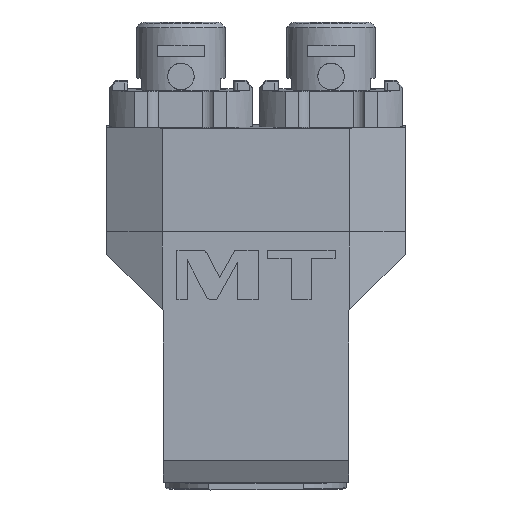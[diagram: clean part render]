
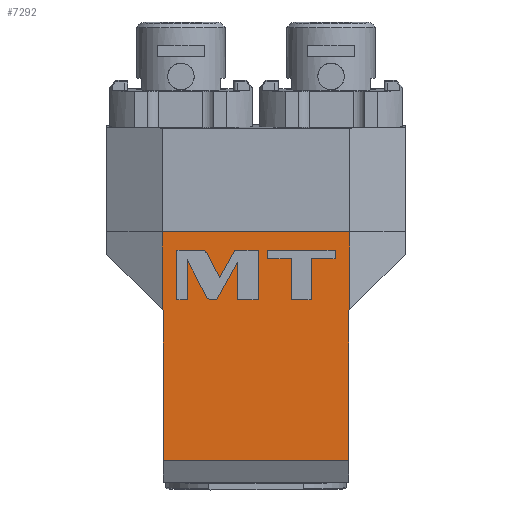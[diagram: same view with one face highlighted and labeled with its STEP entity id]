
A CAD part, left-side view. The second image highlights one B-rep face of the part: STEP entity #7292.
In plain terms, the highlighted planar face has unit normal (-1, 0, 0).
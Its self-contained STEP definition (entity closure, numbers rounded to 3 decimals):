
#1261=DIRECTION('',(0.,1.,0.));
#1262=VECTOR('',#1261,85.);
#1263=CARTESIAN_POINT('',(-140.8,-42.5,46.795));
#1264=LINE('',#1263,#1262);
#1265=DIRECTION('',(0.,0.,1.));
#1266=VECTOR('',#1265,35.295);
#1267=CARTESIAN_POINT('',(-140.8,-42.5,11.5));
#1268=LINE('',#1267,#1266);
#1269=DIRECTION('',(0.,0.707,-0.707));
#1270=VECTOR('',#1269,0.707);
#1271=CARTESIAN_POINT('',(-140.8,-42.5,11.5));
#1272=LINE('',#1271,#1270);
#1273=DIRECTION('',(0.,0.,-1.));
#1274=VECTOR('',#1273,67.722);
#1275=CARTESIAN_POINT('',(-140.8,-42.,11.));
#1276=LINE('',#1275,#1274);
#1277=DIRECTION('',(0.,-1.,0.));
#1278=VECTOR('',#1277,84.);
#1279=CARTESIAN_POINT('',(-140.8,42.,-56.722));
#1280=LINE('',#1279,#1278);
#1281=DIRECTION('',(0.,0.,1.));
#1282=VECTOR('',#1281,67.722);
#1283=CARTESIAN_POINT('',(-140.8,42.,-56.722));
#1284=LINE('',#1283,#1282);
#1285=DIRECTION('',(0.,0.707,0.707));
#1286=VECTOR('',#1285,0.707);
#1287=CARTESIAN_POINT('',(-140.8,42.,11.));
#1288=LINE('',#1287,#1286);
#1289=DIRECTION('',(0.,0.,-1.));
#1290=VECTOR('',#1289,35.295);
#1291=CARTESIAN_POINT('',(-140.8,42.5,46.795));
#1292=LINE('',#1291,#1290);
#1293=CARTESIAN_POINT('',(-140.8,22.143,36.942));
#1294=CARTESIAN_POINT('',(-140.8,22.609,37.841));
#1295=CARTESIAN_POINT('',(-140.8,23.527,38.4));
#1296=CARTESIAN_POINT('',(-140.8,24.539,38.4));
#1298=DIRECTION('',(0.,1.,0.));
#1299=VECTOR('',#1298,11.261);
#1300=CARTESIAN_POINT('',(-140.8,24.539,38.4));
#1301=LINE('',#1300,#1299);
#1302=DIRECTION('',(0.,0.,-1.));
#1303=VECTOR('',#1302,22.4);
#1304=CARTESIAN_POINT('',(-140.8,35.8,38.4));
#1305=LINE('',#1304,#1303);
#1306=DIRECTION('',(0.,-1.,0.));
#1307=VECTOR('',#1306,4.659);
#1308=CARTESIAN_POINT('',(-140.8,35.8,16.));
#1309=LINE('',#1308,#1307);
#1310=DIRECTION('',(0.,0.,1.));
#1311=VECTOR('',#1310,18.146);
#1312=CARTESIAN_POINT('',(-140.8,31.141,16.));
#1313=LINE('',#1312,#1311);
#1314=DIRECTION('',(0.,-0.459,-0.888));
#1315=VECTOR('',#1314,18.787);
#1316=CARTESIAN_POINT('',(-140.8,31.141,34.146));
#1317=LINE('',#1316,#1315);
#1318=CARTESIAN_POINT('',(-140.8,22.512,17.458));
#1319=CARTESIAN_POINT('',(-140.8,22.046,16.558));
#1320=CARTESIAN_POINT('',(-140.8,21.127,16.));
#1321=CARTESIAN_POINT('',(-140.8,20.113,16.));
#1323=DIRECTION('',(0.,-1.,0.));
#1324=VECTOR('',#1323,2.336);
#1325=CARTESIAN_POINT('',(-140.8,20.113,16.));
#1326=LINE('',#1325,#1324);
#1327=DIRECTION('',(0.,-0.481,0.877));
#1328=VECTOR('',#1327,19.436);
#1329=CARTESIAN_POINT('',(-140.8,17.777,16.));
#1330=LINE('',#1329,#1328);
#1331=DIRECTION('',(0.,0.,-1.));
#1332=VECTOR('',#1331,17.038);
#1333=CARTESIAN_POINT('',(-140.8,8.425,33.038));
#1334=LINE('',#1333,#1332);
#1335=DIRECTION('',(0.,-1.,0.));
#1336=VECTOR('',#1335,9.426);
#1337=CARTESIAN_POINT('',(-140.8,8.425,16.));
#1338=LINE('',#1337,#1336);
#1339=DIRECTION('',(0.,0.,1.));
#1340=VECTOR('',#1339,22.4);
#1341=CARTESIAN_POINT('',(-140.8,-1.001,16.));
#1342=LINE('',#1341,#1340);
#1343=DIRECTION('',(0.,1.,0.));
#1344=VECTOR('',#1343,10.626);
#1345=CARTESIAN_POINT('',(-140.8,-1.001,38.4));
#1346=LINE('',#1345,#1344);
#1347=DIRECTION('',(0.,0.481,-0.877));
#1348=VECTOR('',#1347,14.203);
#1349=CARTESIAN_POINT('',(-140.8,9.626,38.4));
#1350=LINE('',#1349,#1348);
#1351=DIRECTION('',(0.,0.459,0.888));
#1352=VECTOR('',#1351,12.374);
#1353=CARTESIAN_POINT('',(-140.8,16.46,25.95));
#1354=LINE('',#1353,#1352);
#1355=DIRECTION('',(0.,0.,-1.));
#1356=VECTOR('',#1355,18.586);
#1357=CARTESIAN_POINT('',(-140.8,-16.065,34.586));
#1358=LINE('',#1357,#1356);
#1359=DIRECTION('',(0.,-1.,0.));
#1360=VECTOR('',#1359,8.874);
#1361=CARTESIAN_POINT('',(-140.8,-16.065,16.));
#1362=LINE('',#1361,#1360);
#1363=DIRECTION('',(0.,0.,1.));
#1364=VECTOR('',#1363,18.586);
#1365=CARTESIAN_POINT('',(-140.8,-24.938,16.));
#1366=LINE('',#1365,#1364);
#1367=DIRECTION('',(0.,-1.,0.));
#1368=VECTOR('',#1367,10.859);
#1369=CARTESIAN_POINT('',(-140.8,-24.938,34.586));
#1370=LINE('',#1369,#1368);
#1371=DIRECTION('',(0.,0.,1.));
#1372=VECTOR('',#1371,3.814);
#1373=CARTESIAN_POINT('',(-140.8,-35.798,34.586));
#1374=LINE('',#1373,#1372);
#1375=DIRECTION('',(0.,1.,0.));
#1376=VECTOR('',#1375,30.592);
#1377=CARTESIAN_POINT('',(-140.8,-35.798,38.4));
#1378=LINE('',#1377,#1376);
#1379=DIRECTION('',(0.,0.,-1.));
#1380=VECTOR('',#1379,3.814);
#1381=CARTESIAN_POINT('',(-140.8,-5.206,38.4));
#1382=LINE('',#1381,#1380);
#1383=DIRECTION('',(0.,-1.,0.));
#1384=VECTOR('',#1383,10.859);
#1385=CARTESIAN_POINT('',(-140.8,-5.206,34.586));
#1386=LINE('',#1385,#1384);
#4903=CARTESIAN_POINT('',(-140.8,-42.,11.));
#4904=CARTESIAN_POINT('',(-140.8,-42.,-56.722));
#4905=VERTEX_POINT('',#4903);
#4906=VERTEX_POINT('',#4904);
#4907=CARTESIAN_POINT('',(-140.8,42.,-56.722));
#4908=CARTESIAN_POINT('',(-140.8,42.,11.));
#4909=VERTEX_POINT('',#4907);
#4910=VERTEX_POINT('',#4908);
#4920=CARTESIAN_POINT('',(-140.8,-42.5,11.5));
#4922=VERTEX_POINT('',#4920);
#4923=CARTESIAN_POINT('',(-140.8,42.5,11.5));
#4925=VERTEX_POINT('',#4923);
#5138=CARTESIAN_POINT('',(-140.8,-42.5,46.795));
#5139=CARTESIAN_POINT('',(-140.8,42.5,46.795));
#5140=VERTEX_POINT('',#5138);
#5141=VERTEX_POINT('',#5139);
#5811=CARTESIAN_POINT('',(-140.8,22.143,36.942));
#5812=VERTEX_POINT('',#5811);
#5813=CARTESIAN_POINT('',(-140.8,24.539,38.4));
#5814=VERTEX_POINT('',#5813);
#5815=CARTESIAN_POINT('',(-140.8,35.8,38.4));
#5816=VERTEX_POINT('',#5815);
#5817=CARTESIAN_POINT('',(-140.8,35.8,16.));
#5818=VERTEX_POINT('',#5817);
#5819=CARTESIAN_POINT('',(-140.8,31.141,16.));
#5820=VERTEX_POINT('',#5819);
#5821=CARTESIAN_POINT('',(-140.8,31.141,34.146));
#5822=VERTEX_POINT('',#5821);
#5823=CARTESIAN_POINT('',(-140.8,22.512,17.458));
#5824=VERTEX_POINT('',#5823);
#5825=CARTESIAN_POINT('',(-140.8,20.113,16.));
#5826=VERTEX_POINT('',#5825);
#5827=CARTESIAN_POINT('',(-140.8,17.777,16.));
#5828=VERTEX_POINT('',#5827);
#5829=CARTESIAN_POINT('',(-140.8,8.425,33.038));
#5830=VERTEX_POINT('',#5829);
#5831=CARTESIAN_POINT('',(-140.8,8.425,16.));
#5832=VERTEX_POINT('',#5831);
#5833=CARTESIAN_POINT('',(-140.8,-1.001,16.));
#5834=VERTEX_POINT('',#5833);
#5835=CARTESIAN_POINT('',(-140.8,-1.001,38.4));
#5836=VERTEX_POINT('',#5835);
#5837=CARTESIAN_POINT('',(-140.8,9.626,38.4));
#5838=VERTEX_POINT('',#5837);
#5839=CARTESIAN_POINT('',(-140.8,16.46,25.95));
#5840=VERTEX_POINT('',#5839);
#5841=CARTESIAN_POINT('',(-140.8,-16.065,34.586));
#5842=VERTEX_POINT('',#5841);
#5843=CARTESIAN_POINT('',(-140.8,-16.065,16.));
#5844=VERTEX_POINT('',#5843);
#5845=CARTESIAN_POINT('',(-140.8,-24.938,16.));
#5846=VERTEX_POINT('',#5845);
#5847=CARTESIAN_POINT('',(-140.8,-24.938,34.586));
#5848=VERTEX_POINT('',#5847);
#5849=CARTESIAN_POINT('',(-140.8,-35.798,34.586));
#5850=VERTEX_POINT('',#5849);
#5851=CARTESIAN_POINT('',(-140.8,-35.798,38.4));
#5852=VERTEX_POINT('',#5851);
#5853=CARTESIAN_POINT('',(-140.8,-5.206,38.4));
#5854=VERTEX_POINT('',#5853);
#5855=CARTESIAN_POINT('',(-140.8,-5.206,34.586));
#5856=VERTEX_POINT('',#5855);
#7222=CARTESIAN_POINT('',(-140.8,0.,0.));
#7223=DIRECTION('',(1.,0.,0.));
#7224=DIRECTION('',(0.,1.,0.));
#7225=AXIS2_PLACEMENT_3D('',#7222,#7223,#7224);
#7226=PLANE('',#7225);
#7228=ORIENTED_EDGE('',*,*,#7227,.F.);
#7230=ORIENTED_EDGE('',*,*,#7229,.F.);
#7232=ORIENTED_EDGE('',*,*,#7231,.T.);
#7233=ORIENTED_EDGE('',*,*,#6817,.T.);
#7234=ORIENTED_EDGE('',*,*,#7217,.F.);
#7235=ORIENTED_EDGE('',*,*,#6698,.T.);
#7237=ORIENTED_EDGE('',*,*,#7236,.T.);
#7239=ORIENTED_EDGE('',*,*,#7238,.F.);
#7240=EDGE_LOOP('',(#7228,#7230,#7232,#7233,#7234,#7235,#7237,#7239));
#7241=FACE_OUTER_BOUND('',#7240,.F.);
#7243=ORIENTED_EDGE('',*,*,#7242,.T.);
#7245=ORIENTED_EDGE('',*,*,#7244,.T.);
#7247=ORIENTED_EDGE('',*,*,#7246,.T.);
#7249=ORIENTED_EDGE('',*,*,#7248,.T.);
#7251=ORIENTED_EDGE('',*,*,#7250,.T.);
#7253=ORIENTED_EDGE('',*,*,#7252,.T.);
#7255=ORIENTED_EDGE('',*,*,#7254,.T.);
#7257=ORIENTED_EDGE('',*,*,#7256,.T.);
#7259=ORIENTED_EDGE('',*,*,#7258,.T.);
#7261=ORIENTED_EDGE('',*,*,#7260,.T.);
#7263=ORIENTED_EDGE('',*,*,#7262,.T.);
#7265=ORIENTED_EDGE('',*,*,#7264,.T.);
#7267=ORIENTED_EDGE('',*,*,#7266,.T.);
#7269=ORIENTED_EDGE('',*,*,#7268,.T.);
#7271=ORIENTED_EDGE('',*,*,#7270,.T.);
#7272=EDGE_LOOP('',(#7243,#7245,#7247,#7249,#7251,#7253,#7255,#7257,#7259,#7261,
#7263,#7265,#7267,#7269,#7271));
#7273=FACE_BOUND('',#7272,.F.);
#7275=ORIENTED_EDGE('',*,*,#7274,.T.);
#7277=ORIENTED_EDGE('',*,*,#7276,.T.);
#7279=ORIENTED_EDGE('',*,*,#7278,.T.);
#7281=ORIENTED_EDGE('',*,*,#7280,.T.);
#7283=ORIENTED_EDGE('',*,*,#7282,.T.);
#7285=ORIENTED_EDGE('',*,*,#7284,.T.);
#7287=ORIENTED_EDGE('',*,*,#7286,.T.);
#7289=ORIENTED_EDGE('',*,*,#7288,.T.);
#7290=EDGE_LOOP('',(#7275,#7277,#7279,#7281,#7283,#7285,#7287,#7289));
#7291=FACE_BOUND('',#7290,.F.);
#7292=ADVANCED_FACE('',(#7241,#7273,#7291),#7226,.F.);
#1297=B_SPLINE_CURVE_WITH_KNOTS('',3,(#1293,#1294,#1295,#1296),.UNSPECIFIED.,
.F.,.F.,(4,4),(0.,1.),.UNSPECIFIED.);
#1322=B_SPLINE_CURVE_WITH_KNOTS('',3,(#1318,#1319,#1320,#1321),.UNSPECIFIED.,
.F.,.F.,(4,4),(0.,1.),.UNSPECIFIED.);
#6698=EDGE_CURVE('',#4909,#4910,#1284,.T.);
#6817=EDGE_CURVE('',#4905,#4906,#1276,.T.);
#7217=EDGE_CURVE('',#4909,#4906,#1280,.T.);
#7227=EDGE_CURVE('',#5140,#5141,#1264,.T.);
#7229=EDGE_CURVE('',#4922,#5140,#1268,.T.);
#7231=EDGE_CURVE('',#4922,#4905,#1272,.T.);
#7236=EDGE_CURVE('',#4910,#4925,#1288,.T.);
#7238=EDGE_CURVE('',#5141,#4925,#1292,.T.);
#7242=EDGE_CURVE('',#5812,#5814,#1297,.T.);
#7244=EDGE_CURVE('',#5814,#5816,#1301,.T.);
#7246=EDGE_CURVE('',#5816,#5818,#1305,.T.);
#7248=EDGE_CURVE('',#5818,#5820,#1309,.T.);
#7250=EDGE_CURVE('',#5820,#5822,#1313,.T.);
#7252=EDGE_CURVE('',#5822,#5824,#1317,.T.);
#7254=EDGE_CURVE('',#5824,#5826,#1322,.T.);
#7256=EDGE_CURVE('',#5826,#5828,#1326,.T.);
#7258=EDGE_CURVE('',#5828,#5830,#1330,.T.);
#7260=EDGE_CURVE('',#5830,#5832,#1334,.T.);
#7262=EDGE_CURVE('',#5832,#5834,#1338,.T.);
#7264=EDGE_CURVE('',#5834,#5836,#1342,.T.);
#7266=EDGE_CURVE('',#5836,#5838,#1346,.T.);
#7268=EDGE_CURVE('',#5838,#5840,#1350,.T.);
#7270=EDGE_CURVE('',#5840,#5812,#1354,.T.);
#7274=EDGE_CURVE('',#5842,#5844,#1358,.T.);
#7276=EDGE_CURVE('',#5844,#5846,#1362,.T.);
#7278=EDGE_CURVE('',#5846,#5848,#1366,.T.);
#7280=EDGE_CURVE('',#5848,#5850,#1370,.T.);
#7282=EDGE_CURVE('',#5850,#5852,#1374,.T.);
#7284=EDGE_CURVE('',#5852,#5854,#1378,.T.);
#7286=EDGE_CURVE('',#5854,#5856,#1382,.T.);
#7288=EDGE_CURVE('',#5856,#5842,#1386,.T.);
